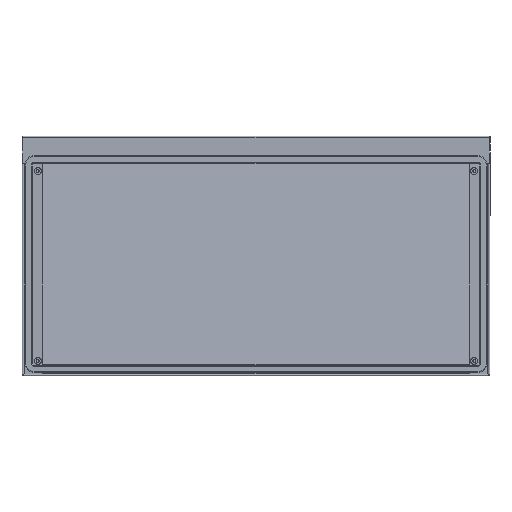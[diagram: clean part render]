
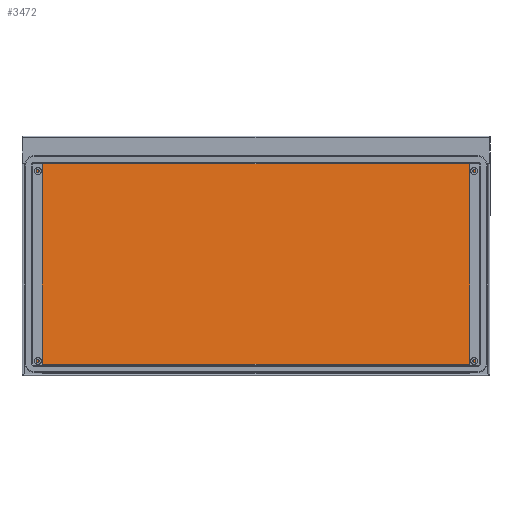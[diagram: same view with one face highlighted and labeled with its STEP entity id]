
A CAD part, front view. The second image highlights one B-rep face of the part: STEP entity #3472.
In plain terms, the highlighted planar face has unit normal (0, -0.996, 0.087).
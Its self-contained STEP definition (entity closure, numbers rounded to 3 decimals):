
#302 = DIRECTION ( 'NONE',  ( 0., 0.087, 0.996 ) ) ;
#364 = ORIENTED_EDGE ( 'NONE', *, *, #2034, .F. ) ;
#396 = CARTESIAN_POINT ( 'NONE',  ( -403., 65., 195.662 ) ) ;
#565 = ORIENTED_EDGE ( 'NONE', *, *, #5776, .T. ) ;
#745 = CARTESIAN_POINT ( 'NONE',  ( 403., 31.004, -192.913 ) ) ;
#870 = EDGE_CURVE ( 'NONE', #5194, #4810, #2540, .T. ) ;
#1013 = LINE ( 'NONE', #5510, #4693 ) ;
#1265 = FACE_OUTER_BOUND ( 'NONE', #1554, .T. ) ;
#1554 = EDGE_LOOP ( 'NONE', ( #4957, #2407, #364, #565 ) ) ;
#1721 = AXIS2_PLACEMENT_3D ( 'NONE', #745, #5624, #1780 ) ;
#1780 = DIRECTION ( 'NONE',  ( 0., -0.087, -0.996 ) ) ;
#1946 = VECTOR ( 'NONE', #5761, 1000. ) ;
#2010 = DIRECTION ( 'NONE',  ( 0., 0.087, 0.996 ) ) ;
#2034 = EDGE_CURVE ( 'NONE', #2173, #5194, #1013, .T. ) ;
#2069 = VERTEX_POINT ( 'NONE', #4450 ) ;
#2173 = VERTEX_POINT ( 'NONE', #5294 ) ;
#2407 = ORIENTED_EDGE ( 'NONE', *, *, #870, .F. ) ;
#2499 = VECTOR ( 'NONE', #302, 1000. ) ;
#2540 = LINE ( 'NONE', #5471, #6372 ) ;
#3090 = CARTESIAN_POINT ( 'NONE',  ( 403., 31.004, -192.913 ) ) ;
#3472 = ADVANCED_FACE ( 'NONE', ( #1265 ), #5218, .T. ) ;
#3689 = LINE ( 'NONE', #3090, #2499 ) ;
#4249 = LINE ( 'NONE', #5791, #1946 ) ;
#4450 = CARTESIAN_POINT ( 'NONE',  ( 403., 65., 195.662 ) ) ;
#4693 = VECTOR ( 'NONE', #5955, 1000. ) ;
#4715 = EDGE_CURVE ( 'NONE', #2069, #4810, #4249, .T. ) ;
#4810 = VERTEX_POINT ( 'NONE', #396 ) ;
#4957 = ORIENTED_EDGE ( 'NONE', *, *, #4715, .T. ) ;
#5194 = VERTEX_POINT ( 'NONE', #6195 ) ;
#5218 = PLANE ( 'NONE',  #1721 ) ;
#5294 = CARTESIAN_POINT ( 'NONE',  ( 403., 31.164, -191.087 ) ) ;
#5471 = CARTESIAN_POINT ( 'NONE',  ( -403., 31.004, -192.913 ) ) ;
#5510 = CARTESIAN_POINT ( 'NONE',  ( 403., 31.164, -191.087 ) ) ;
#5624 = DIRECTION ( 'NONE',  ( 0., -0.996, 0.087 ) ) ;
#5761 = DIRECTION ( 'NONE',  ( -1., 0., 0. ) ) ;
#5776 = EDGE_CURVE ( 'NONE', #2173, #2069, #3689, .T. ) ;
#5791 = CARTESIAN_POINT ( 'NONE',  ( 403., 65., 195.662 ) ) ;
#5955 = DIRECTION ( 'NONE',  ( -1., 0., 0. ) ) ;
#6195 = CARTESIAN_POINT ( 'NONE',  ( -403., 31.164, -191.087 ) ) ;
#6372 = VECTOR ( 'NONE', #2010, 1000. ) ;
